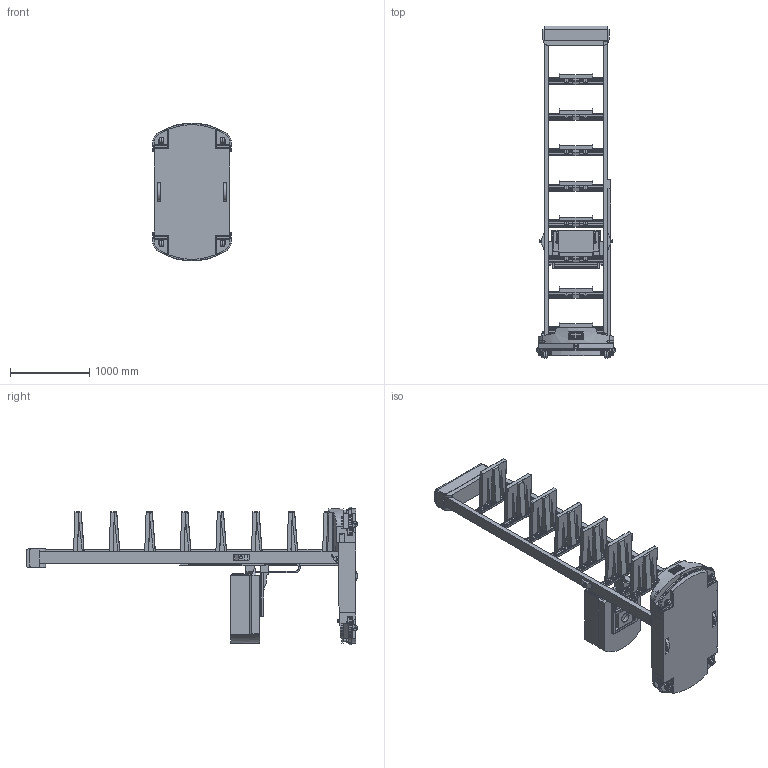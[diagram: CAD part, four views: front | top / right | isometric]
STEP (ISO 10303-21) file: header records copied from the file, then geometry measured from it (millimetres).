
FILE_DESCRIPTION (( 'STEP AP203' ), '1' );
FILE_NAME ('A42D.STEP', '2020-09-15T10:28:27', ( '' ), ( '' ), 'SwSTEP 2.0', 'SolidWorks 2020', '' );
FILE_SCHEMA (( 'CONFIG_CONTROL_DESIGN' ));
Products named in the file (1): A42D
Bounding box: 998 x 4197 x 1736.95 mm (x, y, z)
Volume: 570125651.8 mm3; surface area: 27858645.6 mm2
Topology: 112 solids, 112 shells, 1905 faces, 4701 edges, 3028 vertices
Faces by surface type: plane 1314, cylinder 499, torus 43, sphere 31, cone 18
Full cylindrical faces by diameter (mm): 8 x1, 19 x1, 20 x8, 22.5 x1, 23.5 x2, 29 x5, 32 x2, 40 x4, 130 x1, 200 x3, 220 x2
Entity records: 55851 total; most frequent: CARTESIAN_POINT 10464, DIRECTION 9359, ORIENTED_EDGE 9258, EDGE_CURVE 4629, LINE 3521, VECTOR 3521, VERTEX_POINT 3024, AXIS2_PLACEMENT_3D 2919
